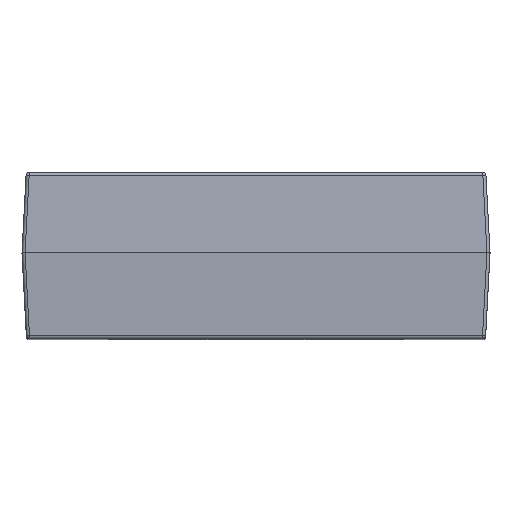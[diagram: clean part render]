
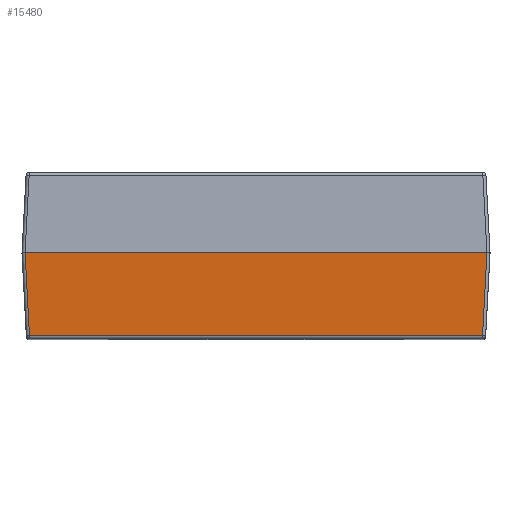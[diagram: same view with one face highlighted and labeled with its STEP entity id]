
A CAD part, top view. The second image highlights one B-rep face of the part: STEP entity #15480.
In plain terms, the highlighted planar face has unit normal (0, -0.052, 0.999).
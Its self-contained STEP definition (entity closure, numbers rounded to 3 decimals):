
#673 = DIRECTION ( 'NONE',  ( 0., 0.052, -0.999 ) ) ;
#1370 = CARTESIAN_POINT ( 'NONE',  ( -3.8, -1.353, 10.729 ) ) ;
#1522 = CARTESIAN_POINT ( 'NONE',  ( 3.729, -0.394, 10.779 ) ) ;
#1850 = CARTESIAN_POINT ( 'NONE',  ( -3.679, -1.353, 10.729 ) ) ;
#2156 = EDGE_LOOP ( 'NONE', ( #7378, #3544, #4022, #14649 ) ) ;
#2629 = VERTEX_POINT ( 'NONE', #12411 ) ;
#2928 = EDGE_CURVE ( 'NONE', #10402, #13864, #14836, .T. ) ;
#3544 = ORIENTED_EDGE ( 'NONE', *, *, #10673, .T. ) ;
#4022 = ORIENTED_EDGE ( 'NONE', *, *, #15271, .T. ) ;
#5325 = EDGE_CURVE ( 'NONE', #13864, #13919, #12382, .T. ) ;
#5521 = VECTOR ( 'NONE', #6296, 1000. ) ;
#5594 = PLANE ( 'NONE',  #7750 ) ;
#6296 = DIRECTION ( 'NONE',  ( 0.052, -0.997, -0.052 ) ) ;
#6335 = LINE ( 'NONE', #14801, #12100 ) ;
#7378 = ORIENTED_EDGE ( 'NONE', *, *, #5325, .T. ) ;
#7750 = AXIS2_PLACEMENT_3D ( 'NONE', #7890, #673, #12800 ) ;
#7890 = CARTESIAN_POINT ( 'NONE',  ( -3.8, 0., 10.8 ) ) ;
#8132 = VECTOR ( 'NONE', #12447, 1000. ) ;
#8266 = CARTESIAN_POINT ( 'NONE',  ( 3.679, -1.353, 10.729 ) ) ;
#8774 = CARTESIAN_POINT ( 'NONE',  ( -3.75, 0.003, 10.8 ) ) ;
#9939 = DIRECTION ( 'NONE',  ( 1., 0., 0. ) ) ;
#10402 = VERTEX_POINT ( 'NONE', #11571 ) ;
#10673 = EDGE_CURVE ( 'NONE', #13919, #2629, #12375, .T. ) ;
#11128 = DIRECTION ( 'NONE',  ( -1., 0., 0. ) ) ;
#11571 = CARTESIAN_POINT ( 'NONE',  ( -3.75, 0., 10.8 ) ) ;
#12100 = VECTOR ( 'NONE', #11128, 1000. ) ;
#12375 = LINE ( 'NONE', #1522, #8132 ) ;
#12382 = LINE ( 'NONE', #1370, #14163 ) ;
#12411 = CARTESIAN_POINT ( 'NONE',  ( 3.75, 0., 10.8 ) ) ;
#12447 = DIRECTION ( 'NONE',  ( 0.052, 0.997, 0.052 ) ) ;
#12800 = DIRECTION ( 'NONE',  ( 1., 0., 0. ) ) ;
#13864 = VERTEX_POINT ( 'NONE', #1850 ) ;
#13919 = VERTEX_POINT ( 'NONE', #8266 ) ;
#14163 = VECTOR ( 'NONE', #9939, 1000. ) ;
#14649 = ORIENTED_EDGE ( 'NONE', *, *, #2928, .T. ) ;
#14801 = CARTESIAN_POINT ( 'NONE',  ( -3.8, 0., 10.8 ) ) ;
#14836 = LINE ( 'NONE', #8774, #5521 ) ;
#15164 = FACE_OUTER_BOUND ( 'NONE', #2156, .T. ) ;
#15271 = EDGE_CURVE ( 'NONE', #2629, #10402, #6335, .T. ) ;
#15480 = ADVANCED_FACE ( 'NONE', ( #15164 ), #5594, .F. ) ;
